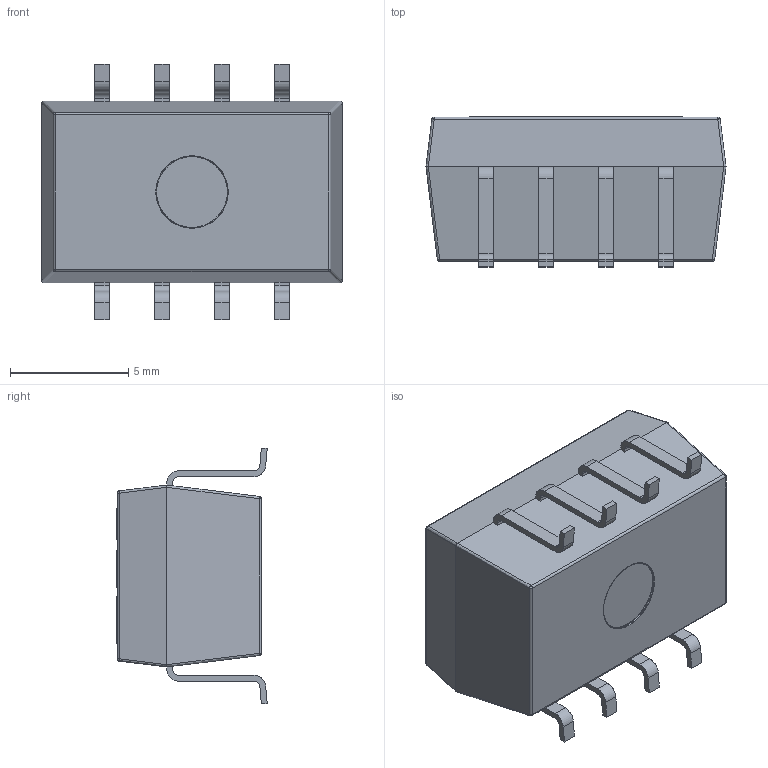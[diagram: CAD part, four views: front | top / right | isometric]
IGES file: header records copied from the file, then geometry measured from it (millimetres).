
Start section: SolidWorks IGES file using NURBS representation for surfaces
Global section: file name: mps_dcdc_nte_a.IGS; native system: SolidWorks 2014; preprocessor: SolidWorks 2014; author: LFrancis; date: 140930.203028; units: millimetre
Bounding box: 12.7 x 6.37 x 10.8 mm (x, y, z)
Surface area: 502.2 mm2 (no closed solid volume)
Topology: 0 solids, 0 shells, 488 faces, 2960 edges, 2960 vertices
Faces by surface type: bspline 488
